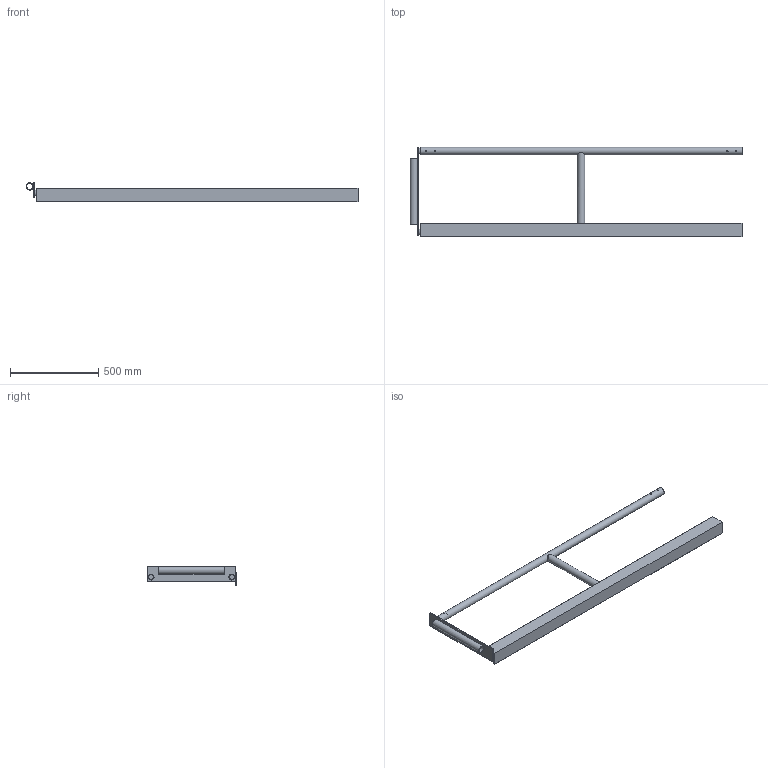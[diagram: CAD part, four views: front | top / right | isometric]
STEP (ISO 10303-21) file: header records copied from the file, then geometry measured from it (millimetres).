
FILE_DESCRIPTION(/* description */ (''),/* implementation_level */ '2;1');
FILE_NAME(/* name */ 'FE-00023.iam.stp',/* time_stamp */ '2018-01-01T11:22:15-08:00',/* author */ ('PhillipD'),/* organization */ (''),/* preprocessor_version */ 'ST-DEVELOPER v16.13',/* originating_system */ 'Autodesk Inventor 2018',/* authorisation */ '');
FILE_SCHEMA (('AUTOMOTIVE_DESIGN { 1 0 10303 214 3 1 1 }'));
Length unit declared in the file: inch
Products named in the file (11): FE-00023; FE-00005; FE-00005-01; FE-00005-02; FE-00005-03; FE-00005-04; FE-00018; FE-00018-01; FE-00018-02; FE-00018-03; FE-00018-04
Assembly tree (12 placements, depth 3):
  FE-00023
    FE-00005
      FE-00005-01
      FE-00005-02  x2
      FE-00005-03
      FE-00005-04
    FE-00018
      FE-00018-01
      FE-00018-02  x2
      FE-00018-03
      FE-00018-04
Bounding box: 1886.05 x 507.65 x 109.89 mm (x, y, z)
Volume: 3456218.3 mm3; surface area: 1495426.8 mm2
Topology: 10 solids, 10 shells, 78 faces, 237 edges, 154 vertices
Faces by surface type: cylinder 43, plane 35
Full cylindrical faces by diameter (mm): 4.851 x8, 6.35 x16, 26.67 x2, 33.401 x2, 35.052 x5, 42.164 x5
Entity records: 3227 total; most frequent: CARTESIAN_POINT 1442, DIRECTION 275, ORIENTED_EDGE 226, EDGE_LOOP 129, EDGE_CURVE 113, AXIS2_PLACEMENT_3D 113, VERTEX_POINT 92, FACE_BOUND 67
